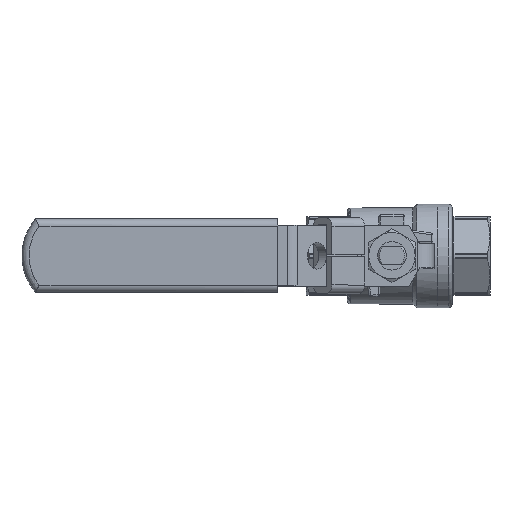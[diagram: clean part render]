
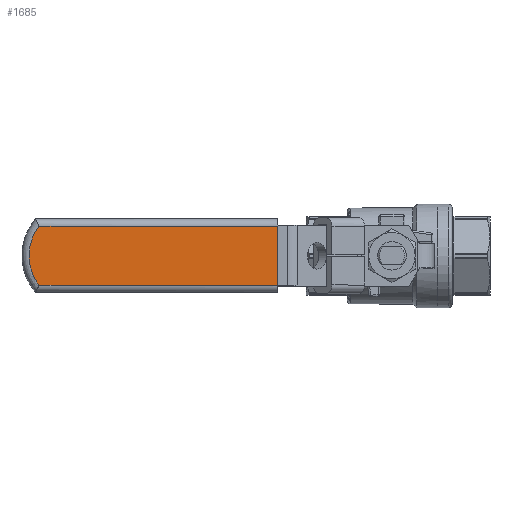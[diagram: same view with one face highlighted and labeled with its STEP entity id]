
A CAD part, top view. The second image highlights one B-rep face of the part: STEP entity #1685.
In plain terms, the highlighted face is planar.
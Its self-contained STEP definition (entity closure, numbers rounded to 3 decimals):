
#1685=ADVANCED_FACE('',(#3274),#3275,.F.);
#3274=FACE_OUTER_BOUND('',#8275,.T.);
#3275=PLANE('',#8276);
#8275=EDGE_LOOP('',(#11978,#11979,#11980,#11981));
#8276=AXIS2_PLACEMENT_3D('',#11982,#11983,#11984);
#11978=ORIENTED_EDGE('',*,*,#13733,.T.);
#11979=ORIENTED_EDGE('',*,*,#13734,.T.);
#11980=ORIENTED_EDGE('',*,*,#13735,.F.);
#11981=ORIENTED_EDGE('',*,*,#13728,.T.);
#11982=CARTESIAN_POINT('',(-103.8,-51.25,10.3));
#11983=DIRECTION('',(0.0,1.0,0.0));
#11984=DIRECTION('',(0.0,0.0,1.0));
#13728=EDGE_CURVE('',#15876,#15880,#15882,.F.);
#13733=EDGE_CURVE('',#15880,#15888,#15889,.F.);
#13734=EDGE_CURVE('',#15888,#15890,#15891,.T.);
#13735=EDGE_CURVE('',#15876,#15890,#15892,.T.);
#15876=VERTEX_POINT('',#20595);
#15880=VERTEX_POINT('',#20600);
#15882=LINE('',#20615,#20616);
#15888=VERTEX_POINT('',#20624);
#15889=CIRCLE('',#20625,13.8);
#15890=VERTEX_POINT('',#20626);
#15891=LINE('',#20627,#20628);
#15892=LINE('',#20629,#20630);
#20595=CARTESIAN_POINT('',(-32.0,-51.25,8.3));
#20600=CARTESIAN_POINT('',(-99.025,-51.25,8.3));
#20615=CARTESIAN_POINT('',(-99.981,-51.25,8.3));
#20616=VECTOR('',#22548,1.0);
#20624=CARTESIAN_POINT('',(-99.025,-51.25,-8.3));
#20625=AXIS2_PLACEMENT_3D('',#22551,#22552,#22553);
#20626=CARTESIAN_POINT('',(-32.0,-51.25,-8.3));
#20627=CARTESIAN_POINT('',(-103.8,-51.25,-8.3));
#20628=VECTOR('',#22554,1.0);
#20629=CARTESIAN_POINT('',(-32.0,-51.25,10.3));
#20630=VECTOR('',#22555,1.0);
#22548=DIRECTION('',(1.0,0.0,0.0));
#22551=CARTESIAN_POINT('',(-88.0,-51.25,0.));
#22552=DIRECTION('',(0.0,1.0,0.0));
#22553=DIRECTION('',(0.0,0.0,1.0));
#22554=DIRECTION('',(1.0,0.0,0.0));
#22555=DIRECTION('',(0.0,0.0,-1.0));
